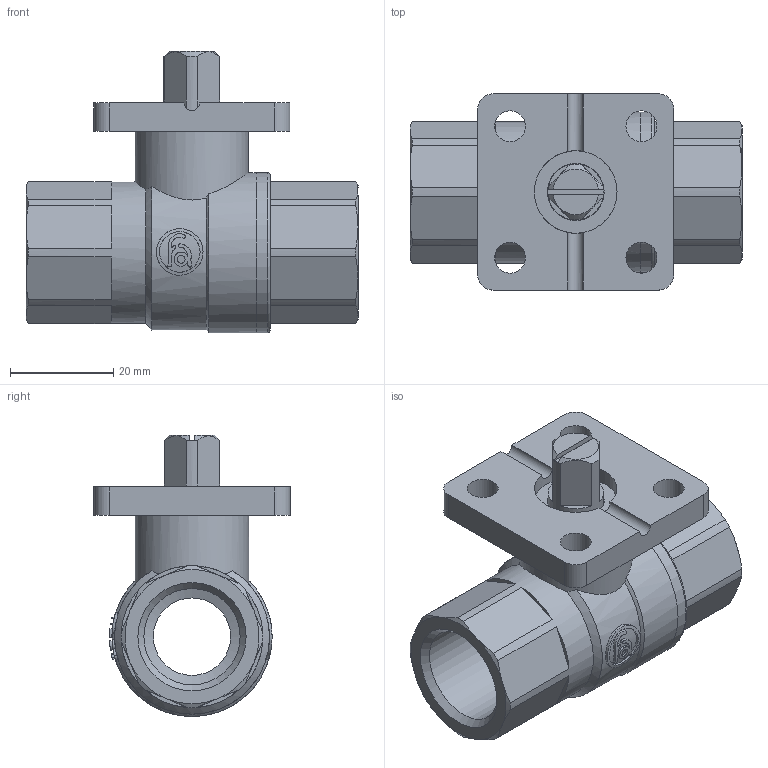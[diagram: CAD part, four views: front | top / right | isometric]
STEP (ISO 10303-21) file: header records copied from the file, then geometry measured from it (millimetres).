
FILE_DESCRIPTION(/* description */ ('Unknown'),/* implementation_level */ '2;1');
FILE_NAME(/* name */ '767-04',/* time_stamp */ '2023-06-07T12:15:04+02:00',/* author */ ('Unknown'),/* organization */ ('Unknown'),/* preprocessor_version */ 'ST-DEVELOPER v18.102',/* originating_system */ 'Solid Edge',/* authorisation */ 'Unknown');
FILE_SCHEMA (('AUTOMOTIVE_DESIGN {1 0 10303 214 3 1 1}'));
Length unit declared in the file: millimetre
Products named in the file (9): 2.110.015_(767-04); LA0160#12015; OR0072#V16; SE0164#015; AT0042#24; OR0072#V21; LA0020#015; LA0161#015; RO0079#06
Assembly tree (11 placements, depth 2):
  2.110.015_(767-04)
    LA0160#12015
    OR0072#V16  x2
    SE0164#015  x2
    AT0042#24
    OR0072#V21  x2
    LA0020#015
    LA0161#015
    RO0079#06
Bounding box: 64.3 x 38 x 54.5 mm (x, y, z)
Volume: 35315.7 mm3; surface area: 23539.4 mm2
Topology: 11 solids, 11 shells, 308 faces, 737 edges, 480 vertices
Faces by surface type: plane 150, cylinder 80, cone 32, bspline 24, torus 20, sphere 2
Full cylindrical faces by diameter (mm): 1.516 x1, 6 x4, 7.863 x1, 8.1 x2, 9 x1, 10.8 x1, 11 x3, 11.02 x1, 11.1 x1, 14.5 x2, 15 x5, 15.5 x1, 16 x1, 18.631 x2, 20.95 x2, 21 x1, 21.2 x1, 22 x1, 25.55 x1, 27 x1, 27.2 x1, 27.5 x1, 31 x2
Entity records: 11716 total; most frequent: CARTESIAN_POINT 3388, DIRECTION 1346, ORIENTED_EDGE 1238, EDGE_CURVE 619, AXIS2_PLACEMENT_3D 553, VERTEX_POINT 440, FACE_BOUND 421, EDGE_LOOP 419
